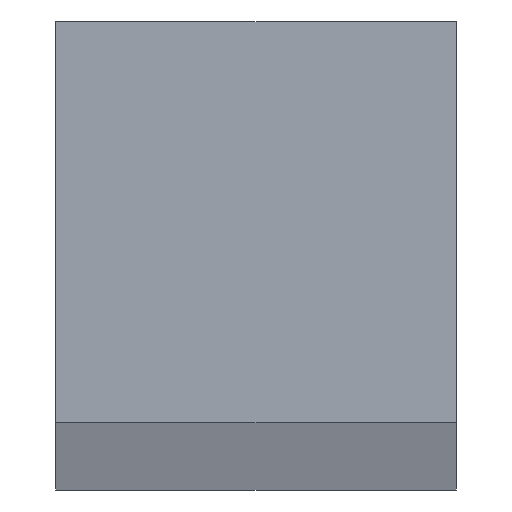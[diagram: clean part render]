
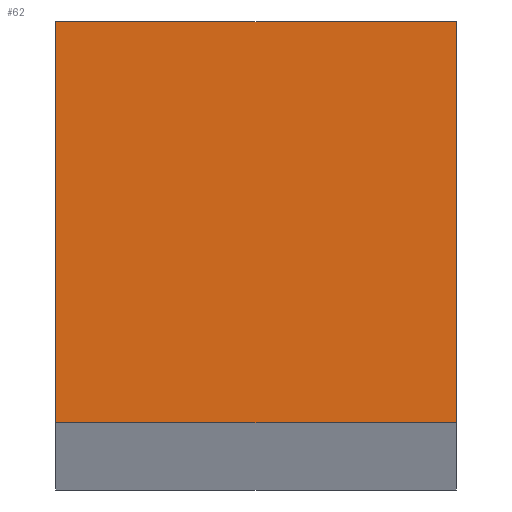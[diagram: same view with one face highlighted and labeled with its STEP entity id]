
A CAD part, top view. The second image highlights one B-rep face of the part: STEP entity #62.
In plain terms, the highlighted planar face has unit normal (0, 0, 1).
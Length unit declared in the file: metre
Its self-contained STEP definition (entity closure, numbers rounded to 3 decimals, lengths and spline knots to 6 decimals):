
#42 = EDGE_CURVE( '', #95, #96, #97, .T. );
#46 = EDGE_CURVE( '', #95, #103, #104, .T. );
#56 = EDGE_CURVE( '', #103, #118, #119, .T. );
#62 = ADVANCED_FACE( '', ( #126 ), #127, .T. );
#64 = EDGE_CURVE( '', #96, #118, #129, .T. );
#95 = VERTEX_POINT( '', #153 );
#96 = VERTEX_POINT( '', #154 );
#97 = LINE( '', #155, #156 );
#103 = VERTEX_POINT( '', #165 );
#104 = LINE( '', #166, #167 );
#118 = VERTEX_POINT( '', #186 );
#119 = LINE( '', #187, #188 );
#126 = FACE_OUTER_BOUND( '', #197, .T. );
#127 = PLANE( '', #198 );
#129 = LINE( '', #201, #202 );
#153 = CARTESIAN_POINT( '', ( -0.002695, 0.001957, 0.000013 ) );
#154 = CARTESIAN_POINT( '', ( -0.002695, 0.001958, 0.000013 ) );
#155 = CARTESIAN_POINT( '', ( -0.002695, 0.001957, 0.000013 ) );
#156 = VECTOR( '', #226, 1. );
#165 = CARTESIAN_POINT( '', ( -0.002694, 0.001957, 0.000013 ) );
#166 = CARTESIAN_POINT( '', ( -0.002695, 0.001957, 0.000013 ) );
#167 = VECTOR( '', #228, 1. );
#186 = CARTESIAN_POINT( '', ( -0.002694, 0.001958, 0.000013 ) );
#187 = CARTESIAN_POINT( '', ( -0.002694, 0.001957, 0.000013 ) );
#188 = VECTOR( '', #247, 1. );
#197 = EDGE_LOOP( '', ( #258, #259, #260, #261 ) );
#198 = AXIS2_PLACEMENT_3D( '', #262, #263, #264 );
#201 = CARTESIAN_POINT( '', ( -0.002695, 0.001958, 0.000013 ) );
#202 = VECTOR( '', #265, 1. );
#226 = DIRECTION( '', ( 0., 1., 0. ) );
#228 = DIRECTION( '', ( 1., 0., 0. ) );
#247 = DIRECTION( '', ( 0., 1., 0. ) );
#258 = ORIENTED_EDGE( '', *, *, #64, .F. );
#259 = ORIENTED_EDGE( '', *, *, #42, .F. );
#260 = ORIENTED_EDGE( '', *, *, #46, .T. );
#261 = ORIENTED_EDGE( '', *, *, #56, .T. );
#262 = CARTESIAN_POINT( '', ( -0.002695, 0.001957, 0.000013 ) );
#263 = DIRECTION( '', ( 0., 0., 1. ) );
#264 = DIRECTION( '', ( 1., 0., 0. ) );
#265 = DIRECTION( '', ( 1., 0., 0. ) );
